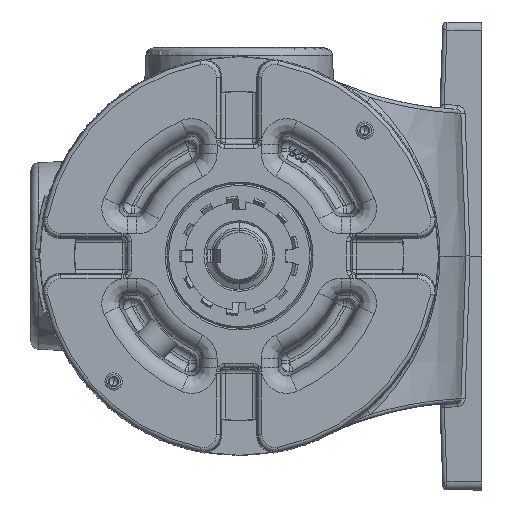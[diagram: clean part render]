
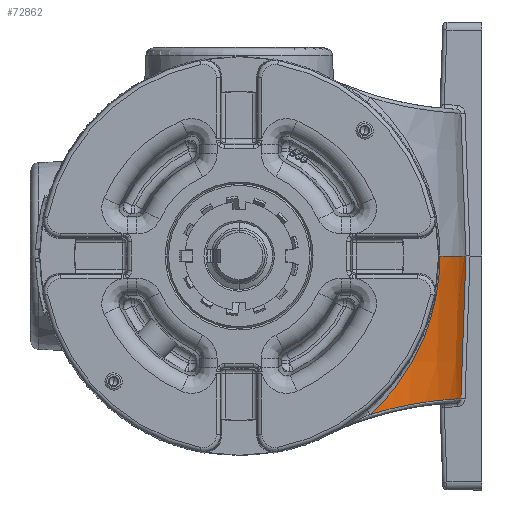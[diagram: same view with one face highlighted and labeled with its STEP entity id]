
A CAD part, left-side view. The second image highlights one B-rep face of the part: STEP entity #72862.
In plain terms, the highlighted conical face has half-angle 2 degrees and reference radius 50.8 mm.
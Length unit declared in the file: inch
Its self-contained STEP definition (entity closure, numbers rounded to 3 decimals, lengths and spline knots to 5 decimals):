
#4 = CARTESIAN_POINT ( 'NONE',  ( -7.11975, -1.88974, -2.28482 ) ) ;
#1799 = EDGE_CURVE ( 'NONE', #94806, #43391, #91725, .T. ) ;
#2276 = DIRECTION ( 'NONE',  ( 0., 0.035, -0.999 ) ) ;
#5746 = AXIS2_PLACEMENT_3D ( 'NONE', #7112, #94166, #19683 ) ;
#7112 = CARTESIAN_POINT ( 'NONE',  ( -5.25, -1.19617, 0. ) ) ;
#11136 = CARTESIAN_POINT ( 'NONE',  ( -6.48102, -2.77374, -2.09521 ) ) ;
#11665 = CARTESIAN_POINT ( 'NONE',  ( -5.45484, -3.19041, -2.05851 ) ) ;
#11958 = CARTESIAN_POINT ( 'NONE',  ( -6.65222, -2.66943, -1.17216 ) ) ;
#12326 = CARTESIAN_POINT ( 'NONE',  ( -5.25, -3.19833, -2.05815 ) ) ;
#19683 = DIRECTION ( 'NONE',  ( 1., 0., 0. ) ) ;
#23157 = CARTESIAN_POINT ( 'NONE',  ( -6.9871, -2.18171, -2.20474 ) ) ;
#23678 = CARTESIAN_POINT ( 'NONE',  ( -6.4197, -2.81997, -2.08952 ) ) ;
#23964 = CARTESIAN_POINT ( 'NONE',  ( -6.43532, -2.88857, -0.22417 ) ) ;
#24217 = CARTESIAN_POINT ( 'NONE',  ( -5.25, -3.19833, -2.05815 ) ) ;
#24504 = CARTESIAN_POINT ( 'NONE',  ( -6.72759, -2.5833, -1.36275 ) ) ;
#33238 = CARTESIAN_POINT ( 'NONE',  ( -5.25, -3.27021, 0. ) ) ;
#35691 = CARTESIAN_POINT ( 'NONE',  ( -6.94917, -2.24679, -2.1893 ) ) ;
#35971 = CARTESIAN_POINT ( 'NONE',  ( -6.4374, -2.89667, 0. ) ) ;
#36219 = CARTESIAN_POINT ( 'NONE',  ( -6.2282, -2.94535, -2.07596 ) ) ;
#36514 = CARTESIAN_POINT ( 'NONE',  ( -6.44883, -2.87193, -0.38996 ) ) ;
#37047 = CARTESIAN_POINT ( 'NONE',  ( -6.78585, -2.51108, -1.5023 ) ) ;
#40142 = EDGE_CURVE ( 'NONE', #43391, #44598, #150550, .T. ) ;
#41693 = B_SPLINE_CURVE_WITH_KNOTS ( 'NONE', 3,
 ( #159437, #72662, #97660, #23157, #110138, #35691, #122597, #48209, #135046, #60679, #147533, #73185, #159945, #85728, #11136, #98197, #23678, #110679, #36219, #123121, #48739, #135593, #61203, #148055, #73714, #160488, #86245, #11665, #98721, #24217 ),
 .UNSPECIFIED., .F., .F.,
 ( 4, 2, 2, 2, 2, 2, 2, 2, 2, 2, 2, 2, 2, 2, 4 ),
 ( 0.0075, 0.01536, 0.01732, 0.01928, 0.02321, 0.03106, 0.03499, 0.03696, 0.03892, 0.04677, 0.0507, 0.05266, 0.05463, 0.06248, 0.07034 ),
 .UNSPECIFIED. ) ;
#43391 = VERTEX_POINT ( 'NONE', #63586 ) ;
#44598 = VERTEX_POINT ( 'NONE', #65261 ) ;
#48209 = CARTESIAN_POINT ( 'NONE',  ( -6.89472, -2.33216, -2.1702 ) ) ;
#48739 = CARTESIAN_POINT ( 'NONE',  ( -6.04515, -3.03399, -2.06844 ) ) ;
#49022 = CARTESIAN_POINT ( 'NONE',  ( -6.46931, -2.85116, -0.52664 ) ) ;
#49540 = CARTESIAN_POINT ( 'NONE',  ( -6.88344, -2.37604, -1.72699 ) ) ;
#60679 = CARTESIAN_POINT ( 'NONE',  ( -6.77439, -2.49383, -2.13782 ) ) ;
#60953 = CARTESIAN_POINT ( 'NONE',  ( -6.4342, -2.89651, -0.05641 ) ) ;
#61203 = CARTESIAN_POINT ( 'NONE',  ( -5.95003, -3.07187, -2.06564 ) ) ;
#61491 = CARTESIAN_POINT ( 'NONE',  ( -6.48482, -2.83607, -0.60811 ) ) ;
#62022 = CARTESIAN_POINT ( 'NONE',  ( -6.99415, -2.18807, -1.97849 ) ) ;
#63586 = CARTESIAN_POINT ( 'NONE',  ( -6.4374, -2.89667, 0. ) ) ;
#65261 = CARTESIAN_POINT ( 'NONE',  ( -7.11975, -1.88974, -2.28482 ) ) ;
#67340 = EDGE_LOOP ( 'NONE', ( #67795, #79511, #143970, #82217 ) ) ;
#67795 = ORIENTED_EDGE ( 'NONE', *, *, #1799, .T. ) ;
#72662 = CARTESIAN_POINT ( 'NONE',  ( -7.08661, -1.98191, -2.25672 ) ) ;
#72862 = ADVANCED_FACE ( 'NONE', ( #90103 ), #86201, .T. ) ;
#73022 = AXIS2_PLACEMENT_3D ( 'NONE', #97757, #160035, #110230 ) ;
#73185 = CARTESIAN_POINT ( 'NONE',  ( -6.59827, -2.6748, -2.10866 ) ) ;
#73714 = CARTESIAN_POINT ( 'NONE',  ( -5.87719, -3.09753, -2.06388 ) ) ;
#74005 = CARTESIAN_POINT ( 'NONE',  ( -6.52087, -2.80144, -0.76931 ) ) ;
#74528 = CARTESIAN_POINT ( 'NONE',  ( -7.09227, -1.97114, -2.21205 ) ) ;
#79511 = ORIENTED_EDGE ( 'NONE', *, *, #40142, .T. ) ;
#81741 = LINE ( 'NONE', #152564, #85646 ) ;
#82217 = ORIENTED_EDGE ( 'NONE', *, *, #145269, .F. ) ;
#85646 = VECTOR ( 'NONE', #2276, 39.37008 ) ;
#85728 = CARTESIAN_POINT ( 'NONE',  ( -6.50117, -2.75772, -2.09727 ) ) ;
#86201 = CONICAL_SURFACE ( 'NONE', #73022, 2., 0.035 ) ;
#86245 = CARTESIAN_POINT ( 'NONE',  ( -5.65574, -3.15935, -2.06012 ) ) ;
#86539 = CARTESIAN_POINT ( 'NONE',  ( -6.61622, -2.70714, -1.07429 ) ) ;
#90103 = FACE_OUTER_BOUND ( 'NONE', #67340, .T. ) ;
#91725 = CIRCLE ( 'NONE', #5746, 2.07403 ) ;
#94166 = DIRECTION ( 'NONE',  ( 0., 0., -1. ) ) ;
#94806 = VERTEX_POINT ( 'NONE', #33238 ) ;
#97660 = CARTESIAN_POINT ( 'NONE',  ( -7.04645, -2.07201, -2.23198 ) ) ;
#97757 = CARTESIAN_POINT ( 'NONE',  ( -5.25, -1.19617, -2.12 ) ) ;
#98197 = CARTESIAN_POINT ( 'NONE',  ( -6.4403, -2.80485, -2.09134 ) ) ;
#98721 = CARTESIAN_POINT ( 'NONE',  ( -5.35309, -3.19833, -2.05815 ) ) ;
#99008 = CARTESIAN_POINT ( 'NONE',  ( -6.70846, -2.60573, -1.31553 ) ) ;
#110138 = CARTESIAN_POINT ( 'NONE',  ( -6.97477, -2.20351, -2.19947 ) ) ;
#110230 = DIRECTION ( 'NONE',  ( 1., 0., 0. ) ) ;
#110679 = CARTESIAN_POINT ( 'NONE',  ( -6.31546, -2.89342, -2.08101 ) ) ;
#110954 = CARTESIAN_POINT ( 'NONE',  ( -6.43851, -2.88398, -0.27964 ) ) ;
#111477 = CARTESIAN_POINT ( 'NONE',  ( -6.76628, -2.53599, -1.45611 ) ) ;
#122597 = CARTESIAN_POINT ( 'NONE',  ( -6.93587, -2.26832, -2.18438 ) ) ;
#123121 = CARTESIAN_POINT ( 'NONE',  ( -6.09163, -3.0131, -2.0701 ) ) ;
#123411 = CARTESIAN_POINT ( 'NONE',  ( -6.45596, -2.86448, -0.44481 ) ) ;
#123940 = CARTESIAN_POINT ( 'NONE',  ( -6.84463, -2.43265, -1.63911 ) ) ;
#128492 = VERTEX_POINT ( 'NONE', #12326 ) ;
#131102 = EDGE_CURVE ( 'NONE', #44598, #128492, #41693, .T. ) ;
#135046 = CARTESIAN_POINT ( 'NONE',  ( -6.86576, -2.37349, -2.16157 ) ) ;
#135593 = CARTESIAN_POINT ( 'NONE',  ( -5.97399, -3.06272, -2.0663 ) ) ;
#135864 = CARTESIAN_POINT ( 'NONE',  ( -6.4742, -2.84637, -0.55384 ) ) ;
#136392 = CARTESIAN_POINT ( 'NONE',  ( -6.95819, -2.25374, -1.89668 ) ) ;
#143970 = ORIENTED_EDGE ( 'NONE', *, *, #131102, .T. ) ;
#145269 = EDGE_CURVE ( 'NONE', #94806, #128492, #81741, .T. ) ;
#147533 = CARTESIAN_POINT ( 'NONE',  ( -6.70752, -2.56921, -2.12485 ) ) ;
#147821 = CARTESIAN_POINT ( 'NONE',  ( -6.43316, -2.89484, -0.11258 ) ) ;
#148055 = CARTESIAN_POINT ( 'NONE',  ( -5.90161, -3.08928, -2.06443 ) ) ;
#148342 = CARTESIAN_POINT ( 'NONE',  ( -6.49055, -2.83055, -0.63521 ) ) ;
#148876 = CARTESIAN_POINT ( 'NONE',  ( -7.06117, -2.04676, -2.13617 ) ) ;
#150550 = B_SPLINE_CURVE_WITH_KNOTS ( 'NONE', 3,
 ( #35971, #60953, #147821, #23964, #110954, #36514, #123411, #49022, #135864, #61491, #148342, #74005, #160761, #86539, #11958, #99008, #24504, #111477, #37047, #123940, #49540, #136392, #62022, #148876, #74528, #4 ),
 .UNSPECIFIED., .F., .F.,
 ( 4, 2, 2, 2, 2, 2, 2, 2, 2, 2, 2, 2, 4 ),
 ( 0., 0.00431, 0.00861, 0.01292, 0.01507, 0.01722, 0.02583, 0.03444, 0.03875, 0.04305, 0.05167, 0.06028, 0.06889 ),
 .UNSPECIFIED. ) ;
#152564 = CARTESIAN_POINT ( 'NONE',  ( -5.25, -3.19617, -2.12 ) ) ;
#159437 = CARTESIAN_POINT ( 'NONE',  ( -7.11975, -1.88974, -2.28482 ) ) ;
#159945 = CARTESIAN_POINT ( 'NONE',  ( -6.56035, -2.70874, -2.10382 ) ) ;
#160035 = DIRECTION ( 'NONE',  ( 0., 0., 1. ) ) ;
#160488 = CARTESIAN_POINT ( 'NONE',  ( -5.7549, -3.13623, -2.06137 ) ) ;
#160761 = CARTESIAN_POINT ( 'NONE',  ( -6.55055, -2.77314, -0.87286 ) ) ;
